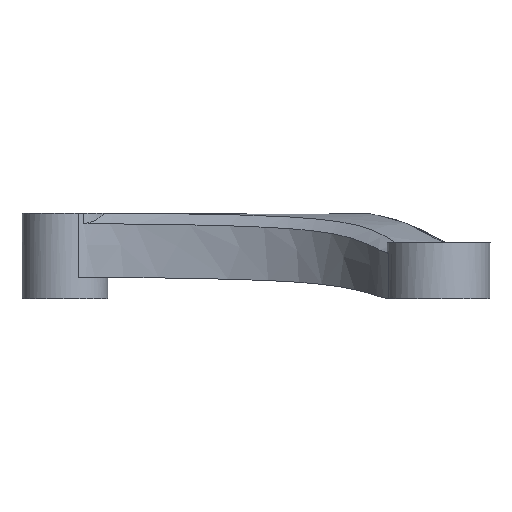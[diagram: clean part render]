
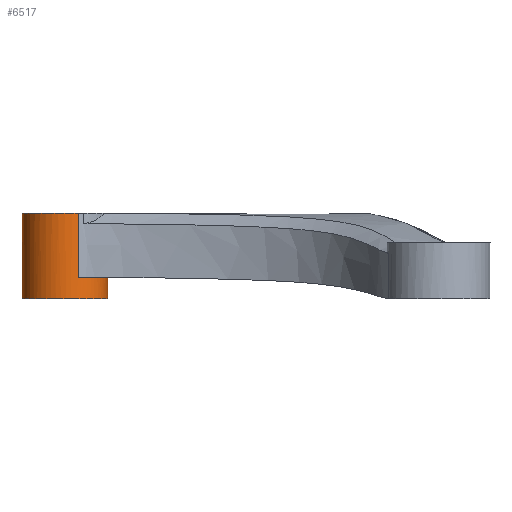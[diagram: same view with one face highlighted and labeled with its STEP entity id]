
A CAD part, left-side view. The second image highlights one B-rep face of the part: STEP entity #6517.
In plain terms, the highlighted cylindrical face has radius 10 mm (diameter 20 mm), a partial arc.
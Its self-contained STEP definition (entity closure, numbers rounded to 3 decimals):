
#26 = CARTESIAN_POINT ( 'NONE',  ( -86.326, 42.401, 0. ) ) ;
#47 = CARTESIAN_POINT ( 'NONE',  ( -77.994, 53.895, 0. ) ) ;
#92 = CARTESIAN_POINT ( 'NONE',  ( -76.421, 53.988, 0. ) ) ;
#214 = CARTESIAN_POINT ( 'NONE',  ( -86.167, 41.386, -19.999 ) ) ;
#517 = CARTESIAN_POINT ( 'NONE',  ( -85.925, 40.878, 0. ) ) ;
#556 = CARTESIAN_POINT ( 'NONE',  ( -86.422, 44.76, 0. ) ) ;
#576 = CARTESIAN_POINT ( 'NONE',  ( -76.421, 53.988, 0. ) ) ;
#621 = EDGE_CURVE ( 'NONE', #2144, #6682, #2981, .T. ) ;
#751 = CARTESIAN_POINT ( 'NONE',  ( -86.421, 45.313, -19.999 ) ) ;
#755 = AXIS2_PLACEMENT_3D ( 'NONE', #4605, #5136, #4074 ) ;
#945 = DIRECTION ( 'NONE',  ( 0., 0., 1. ) ) ;
#1028 = LINE ( 'NONE', #1419, #1031 ) ;
#1031 = VECTOR ( 'NONE', #4535, 1000. ) ;
#1084 = CARTESIAN_POINT ( 'NONE',  ( -85.965, 47.076, 0. ) ) ;
#1108 = CARTESIAN_POINT ( 'NONE',  ( -76.421, 33.988, -20.001 ) ) ;
#1250 = CARTESIAN_POINT ( 'NONE',  ( -77.747, 33.988, -19.999 ) ) ;
#1269 = CARTESIAN_POINT ( 'NONE',  ( -85.153, 49.039, -19.999 ) ) ;
#1287 = CARTESIAN_POINT ( 'NONE',  ( -76.421, 53.988, -20. ) ) ;
#1328 = VECTOR ( 'NONE', #2185, 1000. ) ;
#1332 = LINE ( 'NONE', #1378, #1328 ) ;
#1378 = CARTESIAN_POINT ( 'NONE',  ( -76.421, 53.988, -15. ) ) ;
#1419 = CARTESIAN_POINT ( 'NONE',  ( -76.421, 33.988, -20. ) ) ;
#1452 = EDGE_CURVE ( 'NONE', #2935, #4904, #1332, .T. ) ;
#1603 = CARTESIAN_POINT ( 'NONE',  ( -84.979, 49.221, 0. ) ) ;
#1787 = CARTESIAN_POINT ( 'NONE',  ( -82.555, 51.996, -19.999 ) ) ;
#2101 = CARTESIAN_POINT ( 'NONE',  ( -85.925, 40.878, 0. ) ) ;
#2121 = CARTESIAN_POINT ( 'NONE',  ( -83.519, 51.076, 0. ) ) ;
#2144 = VERTEX_POINT ( 'NONE', #6407 ) ;
#2184 = ORIENTED_EDGE ( 'NONE', *, *, #5643, .F. ) ;
#2185 = DIRECTION ( 'NONE',  ( 0., 0., 1. ) ) ;
#2288 = CARTESIAN_POINT ( 'NONE',  ( -79.023, 34.242, -19.999 ) ) ;
#2310 = CARTESIAN_POINT ( 'NONE',  ( -79.024, 53.734, -19.999 ) ) ;
#2347 = EDGE_CURVE ( 'NONE', #4227, #2144, #1028, .T. ) ;
#2410 = FACE_OUTER_BOUND ( 'NONE', #6110, .T. ) ;
#2590 = LINE ( 'NONE', #2983, #3787 ) ;
#2640 = CARTESIAN_POINT ( 'NONE',  ( -81.666, 52.538, 0. ) ) ;
#2813 = CARTESIAN_POINT ( 'NONE',  ( -82.555, 35.98, -19.999 ) ) ;
#2836 = CARTESIAN_POINT ( 'NONE',  ( -76.421, 53.988, -20. ) ) ;
#2935 = VERTEX_POINT ( 'NONE', #1287 ) ;
#2981 = B_SPLINE_CURVE_WITH_KNOTS ( 'NONE', 3,
 ( #5792, #6313, #5719, #5797, #5814, #5818, #5834, #5839, #5853, #5872 ),
 .UNSPECIFIED., .F., .F.,
 ( 4, 2, 2, 2, 4 ),
 ( 0., 0.25, 0.5, 0.75, 1. ),
 .UNSPECIFIED. ) ;
#2983 = CARTESIAN_POINT ( 'NONE',  ( -85.925, 40.878, -15. ) ) ;
#3168 = CARTESIAN_POINT ( 'NONE',  ( -79.523, 53.527, 0. ) ) ;
#3335 = CARTESIAN_POINT ( 'NONE',  ( -85.153, 38.937, -19.999 ) ) ;
#3442 = ORIENTED_EDGE ( 'NONE', *, *, #1452, .F. ) ;
#3667 = EDGE_CURVE ( 'NONE', #4171, #4904, #4842, .T. ) ;
#3668 = CARTESIAN_POINT ( 'NONE',  ( -86.452, 43.969, 0. ) ) ;
#3691 = CARTESIAN_POINT ( 'NONE',  ( -77.207, 53.988, 0. ) ) ;
#3755 = ORIENTED_EDGE ( 'NONE', *, *, #621, .T. ) ;
#3787 = VECTOR ( 'NONE', #945, 1000. ) ;
#3855 = CARTESIAN_POINT ( 'NONE',  ( -86.421, 42.662, -19.999 ) ) ;
#4074 = DIRECTION ( 'NONE',  ( 1., 0., 0. ) ) ;
#4171 = VERTEX_POINT ( 'NONE', #517 ) ;
#4188 = CARTESIAN_POINT ( 'NONE',  ( -86.179, 46.313, 0. ) ) ;
#4227 = VERTEX_POINT ( 'NONE', #1108 ) ;
#4383 = CARTESIAN_POINT ( 'NONE',  ( -86.167, 46.59, -19.999 ) ) ;
#4535 = DIRECTION ( 'NONE',  ( 0., 0., 1. ) ) ;
#4605 = CARTESIAN_POINT ( 'NONE',  ( -76.421, 43.988, -15. ) ) ;
#4719 = CARTESIAN_POINT ( 'NONE',  ( -85.365, 48.529, 0. ) ) ;
#4842 = B_SPLINE_CURVE_WITH_KNOTS ( 'NONE', 3,
 ( #2101, #5229, #26, #3668, #556, #4188, #1084, #4719, #1603, #5249, #2121, #5769, #2640, #6287, #3168, #47, #3691, #576 ),
 .UNSPECIFIED., .F., .F.,
 ( 4, 2, 2, 2, 2, 2, 2, 2, 4 ),
 ( 0., 0.125, 0.25, 0.375, 0.5, 0.625, 0.75, 0.875, 1. ),
 .UNSPECIFIED. ) ;
#4891 = CARTESIAN_POINT ( 'NONE',  ( -76.421, 33.988, -20.001 ) ) ;
#4904 = VERTEX_POINT ( 'NONE', #92 ) ;
#4913 = CARTESIAN_POINT ( 'NONE',  ( -84.429, 50.122, -19.999 ) ) ;
#5046 = ORIENTED_EDGE ( 'NONE', *, *, #3667, .T. ) ;
#5136 = DIRECTION ( 'NONE',  ( 0., 0., 1. ) ) ;
#5229 = CARTESIAN_POINT ( 'NONE',  ( -86.17, 41.625, 0. ) ) ;
#5248 = ORIENTED_EDGE ( 'NONE', *, *, #2347, .T. ) ;
#5249 = CARTESIAN_POINT ( 'NONE',  ( -84.056, 50.494, 0. ) ) ;
#5429 = CARTESIAN_POINT ( 'NONE',  ( -85.925, 40.878, -15. ) ) ;
#5440 = CARTESIAN_POINT ( 'NONE',  ( -81.473, 52.719, -19.999 ) ) ;
#5458 = ORIENTED_EDGE ( 'NONE', *, *, #6474, .T. ) ;
#5643 = EDGE_CURVE ( 'NONE', #4227, #2935, #6550, .T. ) ;
#5719 = CARTESIAN_POINT ( 'NONE',  ( -78.512, 34.153, -15. ) ) ;
#5769 = CARTESIAN_POINT ( 'NONE',  ( -82.324, 52.098, 0. ) ) ;
#5792 = CARTESIAN_POINT ( 'NONE',  ( -76.421, 33.988, -15. ) ) ;
#5797 = CARTESIAN_POINT ( 'NONE',  ( -80.501, 34.798, -15. ) ) ;
#5814 = CARTESIAN_POINT ( 'NONE',  ( -81.444, 35.278, -15. ) ) ;
#5818 = CARTESIAN_POINT ( 'NONE',  ( -83.137, 36.505, -15. ) ) ;
#5834 = CARTESIAN_POINT ( 'NONE',  ( -83.886, 37.252, -15. ) ) ;
#5839 = CARTESIAN_POINT ( 'NONE',  ( -85.118, 38.942, -15. ) ) ;
#5853 = CARTESIAN_POINT ( 'NONE',  ( -85.6, 39.884, -15. ) ) ;
#5872 = CARTESIAN_POINT ( 'NONE',  ( -85.925, 40.878, -15. ) ) ;
#5937 = CARTESIAN_POINT ( 'NONE',  ( -81.473, 35.256, -19.999 ) ) ;
#5960 = CARTESIAN_POINT ( 'NONE',  ( -77.748, 53.988, -19.999 ) ) ;
#6110 = EDGE_LOOP ( 'NONE', ( #5458, #5046, #3442, #2184, #5248, #3755 ) ) ;
#6257 = CYLINDRICAL_SURFACE ( 'NONE', #755, 10. ) ;
#6287 = CARTESIAN_POINT ( 'NONE',  ( -80.265, 53.253, 0. ) ) ;
#6313 = CARTESIAN_POINT ( 'NONE',  ( -77.467, 33.988, -15. ) ) ;
#6407 = CARTESIAN_POINT ( 'NONE',  ( -76.421, 33.988, -15. ) ) ;
#6445 = CARTESIAN_POINT ( 'NONE',  ( -84.43, 37.854, -19.999 ) ) ;
#6474 = EDGE_CURVE ( 'NONE', #6682, #4171, #2590, .T. ) ;
#6517 = ADVANCED_FACE ( 'NONE', ( #2410 ), #6257, .T. ) ;
#6550 = B_SPLINE_CURVE_WITH_KNOTS ( 'NONE', 3,
 ( #4891, #1250, #2288, #5937, #2813, #6445, #3335, #214, #3855, #751, #4383, #1269, #4913, #1787, #5440, #2310, #5960, #2836 ),
 .UNSPECIFIED., .F., .F.,
 ( 4, 2, 2, 2, 2, 2, 2, 2, 4 ),
 ( 0., 0.125, 0.25, 0.375, 0.5, 0.625, 0.75, 0.875, 1. ),
 .UNSPECIFIED. ) ;
#6682 = VERTEX_POINT ( 'NONE', #5429 ) ;
